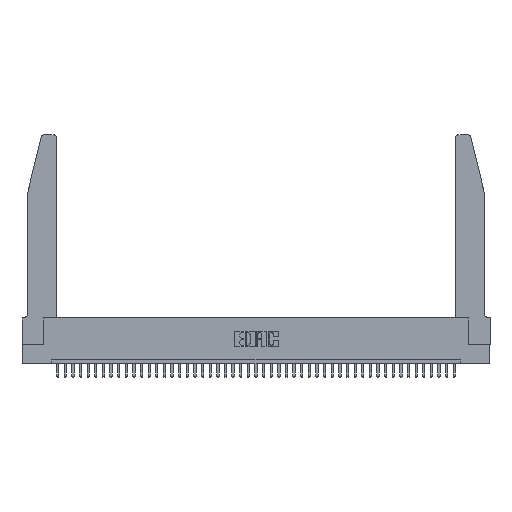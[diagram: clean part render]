
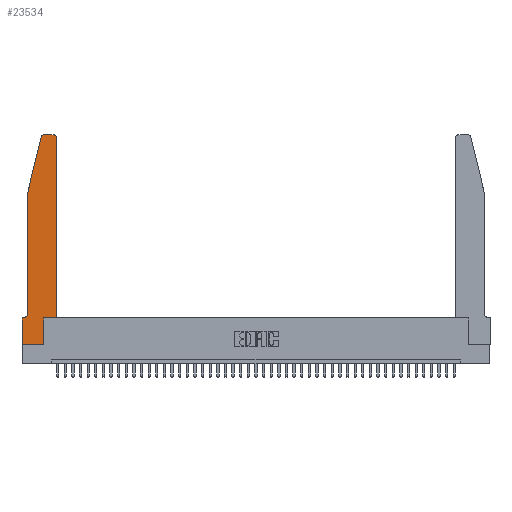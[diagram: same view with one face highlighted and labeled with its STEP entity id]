
A CAD part, top view. The second image highlights one B-rep face of the part: STEP entity #23534.
In plain terms, the highlighted planar face has unit normal (0, 0, 1).
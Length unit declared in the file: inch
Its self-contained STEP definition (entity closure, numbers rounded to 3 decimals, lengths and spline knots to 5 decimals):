
#348 = LINE ( 'NONE', #35264, #34282 ) ;
#569 = DIRECTION ( 'NONE',  ( 0., -1., 0. ) ) ;
#1106 = PLANE ( 'NONE',  #30597 ) ;
#1444 = CARTESIAN_POINT ( 'NONE',  ( 0.0755, 2., 0.37 ) ) ;
#1835 = CARTESIAN_POINT ( 'NONE',  ( 0., 0.35, 0.37 ) ) ;
#2472 = LINE ( 'NONE', #38266, #4541 ) ;
#2958 = ORIENTED_EDGE ( 'NONE', *, *, #8605, .T. ) ;
#3171 = VECTOR ( 'NONE', #6982, 39.37008 ) ;
#4483 = CARTESIAN_POINT ( 'NONE',  ( 0., 0.35, 0.37 ) ) ;
#4541 = VECTOR ( 'NONE', #11991, 39.37008 ) ;
#4631 = DIRECTION ( 'NONE',  ( 0., 0., 1. ) ) ;
#4737 = VERTEX_POINT ( 'NONE', #29411 ) ;
#5393 = DIRECTION ( 'NONE',  ( 0., 0., 1. ) ) ;
#5710 = VECTOR ( 'NONE', #29070, 39.37008 ) ;
#6209 = CARTESIAN_POINT ( 'NONE',  ( 0.4205, 2.75, 0.37 ) ) ;
#6919 = VERTEX_POINT ( 'NONE', #1835 ) ;
#6982 = DIRECTION ( 'NONE',  ( 0., 1., 0. ) ) ;
#7879 = DIRECTION ( 'NONE',  ( 0., 0., -1. ) ) ;
#8011 = VERTEX_POINT ( 'NONE', #12686 ) ;
#8120 = LINE ( 'NONE', #34131, #16546 ) ;
#8238 = CARTESIAN_POINT ( 'NONE',  ( 0.4205, 2.72, 0.37 ) ) ;
#8605 = EDGE_CURVE ( 'NONE', #32615, #19375, #20478, .T. ) ;
#8986 = DIRECTION ( 'NONE',  ( 1., 0., 0. ) ) ;
#9373 = EDGE_CURVE ( 'NONE', #4737, #13026, #12065, .T. ) ;
#10037 = VECTOR ( 'NONE', #11826, 39.37008 ) ;
#10703 = ORIENTED_EDGE ( 'NONE', *, *, #29684, .T. ) ;
#10833 = ORIENTED_EDGE ( 'NONE', *, *, #19446, .T. ) ;
#10938 = AXIS2_PLACEMENT_3D ( 'NONE', #8238, #4631, #21752 ) ;
#11102 = VERTEX_POINT ( 'NONE', #25549 ) ;
#11826 = DIRECTION ( 'NONE',  ( 0., 1., 0. ) ) ;
#11991 = DIRECTION ( 'NONE',  ( -0.239, -0.971, 0. ) ) ;
#12065 = LINE ( 'NONE', #40315, #3171 ) ;
#12597 = ORIENTED_EDGE ( 'NONE', *, *, #39281, .T. ) ;
#12667 = ORIENTED_EDGE ( 'NONE', *, *, #9373, .T. ) ;
#12686 = CARTESIAN_POINT ( 'NONE',  ( 0.2865, 0.35, 0.37 ) ) ;
#12985 = VECTOR ( 'NONE', #569, 39.37008 ) ;
#13026 = VERTEX_POINT ( 'NONE', #43077 ) ;
#13592 = EDGE_CURVE ( 'NONE', #8011, #4737, #348, .T. ) ;
#13833 = CIRCLE ( 'NONE', #26255, 0.03 ) ;
#13968 = DIRECTION ( 'NONE',  ( 1., 0., 0. ) ) ;
#14878 = CARTESIAN_POINT ( 'NONE',  ( 0.2865, 0.35, 0.37 ) ) ;
#15149 = DIRECTION ( 'NONE',  ( 1., 0., 0. ) ) ;
#15631 = CARTESIAN_POINT ( 'NONE',  ( 0.2605, 2.75, 0.37 ) ) ;
#16160 = LINE ( 'NONE', #24114, #12985 ) ;
#16546 = VECTOR ( 'NONE', #13968, 39.37008 ) ;
#16853 = CARTESIAN_POINT ( 'NONE',  ( 0.25487, 2.72718, 0.37 ) ) ;
#17166 = LINE ( 'NONE', #15631, #5710 ) ;
#17610 = VECTOR ( 'NONE', #42339, 39.37008 ) ;
#17942 = DIRECTION ( 'NONE',  ( 0., 0., 1. ) ) ;
#17988 = VERTEX_POINT ( 'NONE', #38225 ) ;
#18730 = ORIENTED_EDGE ( 'NONE', *, *, #30121, .T. ) ;
#18770 = CARTESIAN_POINT ( 'NONE',  ( 0.0755, 2., 0.37 ) ) ;
#18987 = LINE ( 'NONE', #14878, #10037 ) ;
#19375 = VERTEX_POINT ( 'NONE', #41776 ) ;
#19446 = EDGE_CURVE ( 'NONE', #27472, #8011, #18987, .T. ) ;
#20309 = CARTESIAN_POINT ( 'NONE',  ( 0.2865, 0., 0.37 ) ) ;
#20478 = LINE ( 'NONE', #18770, #31429 ) ;
#21237 = ORIENTED_EDGE ( 'NONE', *, *, #27638, .T. ) ;
#21399 = VERTEX_POINT ( 'NONE', #25269 ) ;
#21752 = DIRECTION ( 'NONE',  ( 1., 0., 0. ) ) ;
#21852 = LINE ( 'NONE', #29334, #17610 ) ;
#22756 = ORIENTED_EDGE ( 'NONE', *, *, #31255, .T. ) ;
#23394 = CIRCLE ( 'NONE', #29975, 0.07 ) ;
#23534 = ADVANCED_FACE ( 'NONE', ( #25980 ), #1106, .T. ) ;
#24114 = CARTESIAN_POINT ( 'NONE',  ( 0., 0., 0.37 ) ) ;
#24577 = CARTESIAN_POINT ( 'NONE',  ( 0.0055, 0.42, 0.37 ) ) ;
#25269 = CARTESIAN_POINT ( 'NONE',  ( 0.284, 2.75, 0.37 ) ) ;
#25549 = CARTESIAN_POINT ( 'NONE',  ( 0.0055, 0.35, 0.37 ) ) ;
#25697 = CARTESIAN_POINT ( 'NONE',  ( 0.284, 2.72, 0.37 ) ) ;
#25729 = ORIENTED_EDGE ( 'NONE', *, *, #33796, .T. ) ;
#25980 = FACE_OUTER_BOUND ( 'NONE', #34117, .T. ) ;
#26255 = AXIS2_PLACEMENT_3D ( 'NONE', #25697, #5393, #8986 ) ;
#27187 = ORIENTED_EDGE ( 'NONE', *, *, #35176, .T. ) ;
#27472 = VERTEX_POINT ( 'NONE', #20309 ) ;
#27638 = EDGE_CURVE ( 'NONE', #6919, #17988, #16160, .T. ) ;
#27827 = EDGE_CURVE ( 'NONE', #35841, #21399, #17166, .T. ) ;
#29070 = DIRECTION ( 'NONE',  ( -1., 0., 0. ) ) ;
#29334 = CARTESIAN_POINT ( 'NONE',  ( 0.0755, 0.35, 0.37 ) ) ;
#29411 = CARTESIAN_POINT ( 'NONE',  ( 0.4505, 0.35, 0.37 ) ) ;
#29684 = EDGE_CURVE ( 'NONE', #19375, #11102, #23394, .T. ) ;
#29975 = AXIS2_PLACEMENT_3D ( 'NONE', #24577, #7879, #31264 ) ;
#30121 = EDGE_CURVE ( 'NONE', #17988, #27472, #8120, .T. ) ;
#30597 = AXIS2_PLACEMENT_3D ( 'NONE', #4483, #17942, #15149 ) ;
#31255 = EDGE_CURVE ( 'NONE', #13026, #35841, #42597, .T. ) ;
#31264 = DIRECTION ( 'NONE',  ( -1., 0., 0. ) ) ;
#31429 = VECTOR ( 'NONE', #35663, 39.37008 ) ;
#32615 = VERTEX_POINT ( 'NONE', #1444 ) ;
#32836 = ORIENTED_EDGE ( 'NONE', *, *, #27827, .T. ) ;
#33796 = EDGE_CURVE ( 'NONE', #11102, #6919, #21852, .T. ) ;
#34117 = EDGE_LOOP ( 'NONE', ( #32836, #27187, #12597, #2958, #10703, #25729, #21237, #18730, #10833, #37125, #12667, #22756 ) ) ;
#34131 = CARTESIAN_POINT ( 'NONE',  ( 0., 0., 0.37 ) ) ;
#34282 = VECTOR ( 'NONE', #41992, 39.37008 ) ;
#35176 = EDGE_CURVE ( 'NONE', #21399, #41954, #13833, .T. ) ;
#35264 = CARTESIAN_POINT ( 'NONE',  ( 0.4505, 0.35, 0.37 ) ) ;
#35663 = DIRECTION ( 'NONE',  ( 0., -1., 0. ) ) ;
#35841 = VERTEX_POINT ( 'NONE', #6209 ) ;
#37125 = ORIENTED_EDGE ( 'NONE', *, *, #13592, .T. ) ;
#38225 = CARTESIAN_POINT ( 'NONE',  ( 0., 0., 0.37 ) ) ;
#38266 = CARTESIAN_POINT ( 'NONE',  ( 0.0755, 2., 0.37 ) ) ;
#39281 = EDGE_CURVE ( 'NONE', #41954, #32615, #2472, .T. ) ;
#40315 = CARTESIAN_POINT ( 'NONE',  ( 0.4505, 0.35, 0.37 ) ) ;
#41776 = CARTESIAN_POINT ( 'NONE',  ( 0.0755, 0.42, 0.37 ) ) ;
#41954 = VERTEX_POINT ( 'NONE', #16853 ) ;
#41992 = DIRECTION ( 'NONE',  ( 1., 0., 0. ) ) ;
#42339 = DIRECTION ( 'NONE',  ( -1., 0., 0. ) ) ;
#42597 = CIRCLE ( 'NONE', #10938, 0.03 ) ;
#43077 = CARTESIAN_POINT ( 'NONE',  ( 0.4505, 2.72, 0.37 ) ) ;
